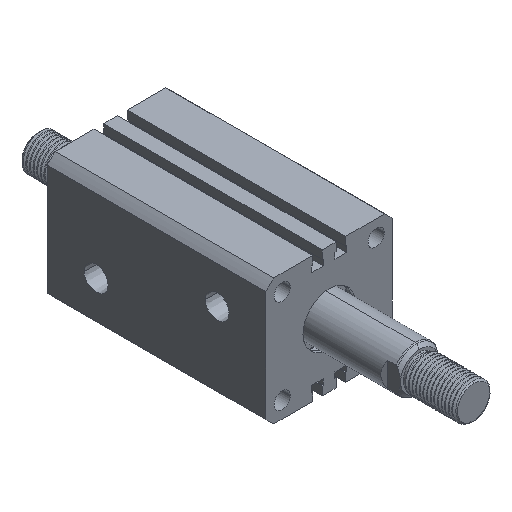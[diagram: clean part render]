
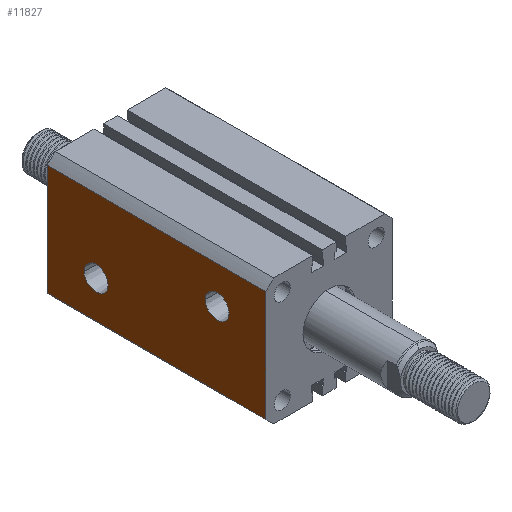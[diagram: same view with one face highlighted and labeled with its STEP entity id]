
A CAD part, isometric view. The second image highlights one B-rep face of the part: STEP entity #11827.
In plain terms, the highlighted planar face has unit normal (-1, 0, 0).
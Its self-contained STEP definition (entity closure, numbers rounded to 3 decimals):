
#113 = AXIS2_PLACEMENT_3D ( 'NONE', #11483, #5181, #14016 ) ;
#447 = CARTESIAN_POINT ( 'NONE',  ( -35., 35., 0. ) ) ;
#707 = FACE_OUTER_BOUND ( 'NONE', #13729, .T. ) ;
#758 = CARTESIAN_POINT ( 'NONE',  ( -35., 35., 121. ) ) ;
#826 = CARTESIAN_POINT ( 'NONE',  ( -35., 30.615, 121. ) ) ;
#1193 = DIRECTION ( 'NONE',  ( -1., 0., 0. ) ) ;
#1512 = EDGE_LOOP ( 'NONE', ( #14581, #3034 ) ) ;
#1894 = EDGE_CURVE ( 'NONE', #10429, #6834, #2099, .T. ) ;
#1899 = DIRECTION ( 'NONE',  ( -1., 0., 0. ) ) ;
#2099 = CIRCLE ( 'NONE', #5440, 6.603 ) ;
#2428 = ORIENTED_EDGE ( 'NONE', *, *, #7119, .F. ) ;
#2754 = VECTOR ( 'NONE', #6996, 1000. ) ;
#2795 = EDGE_CURVE ( 'NONE', #12744, #14621, #7701, .T. ) ;
#2856 = CARTESIAN_POINT ( 'NONE',  ( -35., -30.615, -179. ) ) ;
#2863 = VERTEX_POINT ( 'NONE', #2972 ) ;
#2972 = CARTESIAN_POINT ( 'NONE',  ( -35., 30.615, 0. ) ) ;
#2980 = EDGE_CURVE ( 'NONE', #2863, #8168, #9456, .T. ) ;
#3013 = EDGE_CURVE ( 'NONE', #8168, #12744, #15753, .T. ) ;
#3034 = ORIENTED_EDGE ( 'NONE', *, *, #3765, .F. ) ;
#3327 = VECTOR ( 'NONE', #5423, 1000. ) ;
#3765 = EDGE_CURVE ( 'NONE', #6834, #10429, #11624, .T. ) ;
#3969 = AXIS2_PLACEMENT_3D ( 'NONE', #9462, #1899, #10730 ) ;
#4013 = EDGE_CURVE ( 'NONE', #2863, #14621, #6679, .T. ) ;
#4093 = DIRECTION ( 'NONE',  ( -1., 0., 0. ) ) ;
#4124 = AXIS2_PLACEMENT_3D ( 'NONE', #11667, #4093, #12936 ) ;
#4251 = CARTESIAN_POINT ( 'NONE',  ( -35., -10., 27. ) ) ;
#4464 = FACE_BOUND ( 'NONE', #12554, .T. ) ;
#4527 = CARTESIAN_POINT ( 'NONE',  ( -35., -30.615, 121. ) ) ;
#5068 = CARTESIAN_POINT ( 'NONE',  ( -35., -10., 20.397 ) ) ;
#5137 = PLANE ( 'NONE',  #113 ) ;
#5181 = DIRECTION ( 'NONE',  ( 1., 0., 0. ) ) ;
#5391 = DIRECTION ( 'NONE',  ( 0., 0., -1. ) ) ;
#5423 = DIRECTION ( 'NONE',  ( 0., -1., 0. ) ) ;
#5440 = AXIS2_PLACEMENT_3D ( 'NONE', #4251, #13101, #5544 ) ;
#5544 = DIRECTION ( 'NONE',  ( 0., 0., 1. ) ) ;
#5864 = CIRCLE ( 'NONE', #4124, 6.603 ) ;
#5980 = AXIS2_PLACEMENT_3D ( 'NONE', #8741, #1193, #10030 ) ;
#6283 = CARTESIAN_POINT ( 'NONE',  ( -35., 10., 100.603 ) ) ;
#6679 = LINE ( 'NONE', #447, #3327 ) ;
#6834 = VERTEX_POINT ( 'NONE', #5068 ) ;
#6996 = DIRECTION ( 'NONE',  ( 0., 0., 1. ) ) ;
#7119 = EDGE_CURVE ( 'NONE', #12949, #9808, #16065, .T. ) ;
#7428 = FACE_BOUND ( 'NONE', #1512, .T. ) ;
#7701 = LINE ( 'NONE', #2856, #11036 ) ;
#8168 = VERTEX_POINT ( 'NONE', #826 ) ;
#8666 = VECTOR ( 'NONE', #15841, 1000. ) ;
#8741 = CARTESIAN_POINT ( 'NONE',  ( -35., 10., 94. ) ) ;
#9456 = LINE ( 'NONE', #9516, #2754 ) ;
#9462 = CARTESIAN_POINT ( 'NONE',  ( -35., -10., 27. ) ) ;
#9516 = CARTESIAN_POINT ( 'NONE',  ( -35., 30.615, -179. ) ) ;
#9808 = VERTEX_POINT ( 'NONE', #10025 ) ;
#10025 = CARTESIAN_POINT ( 'NONE',  ( -35., 10., 87.397 ) ) ;
#10030 = DIRECTION ( 'NONE',  ( 0., 0., 1. ) ) ;
#10429 = VERTEX_POINT ( 'NONE', #14625 ) ;
#10730 = DIRECTION ( 'NONE',  ( 0., 0., 1. ) ) ;
#10752 = ORIENTED_EDGE ( 'NONE', *, *, #11249, .F. ) ;
#11036 = VECTOR ( 'NONE', #5391, 1000. ) ;
#11249 = EDGE_CURVE ( 'NONE', #9808, #12949, #5864, .T. ) ;
#11483 = CARTESIAN_POINT ( 'NONE',  ( -35., 35., 121. ) ) ;
#11624 = CIRCLE ( 'NONE', #3969, 6.603 ) ;
#11667 = CARTESIAN_POINT ( 'NONE',  ( -35., 10., 94. ) ) ;
#11827 = ADVANCED_FACE ( 'NONE', ( #4464, #7428, #707 ), #5137, .F. ) ;
#12343 = ORIENTED_EDGE ( 'NONE', *, *, #2795, .F. ) ;
#12554 = EDGE_LOOP ( 'NONE', ( #2428, #10752 ) ) ;
#12744 = VERTEX_POINT ( 'NONE', #4527 ) ;
#12936 = DIRECTION ( 'NONE',  ( 0., 0., 1. ) ) ;
#12949 = VERTEX_POINT ( 'NONE', #6283 ) ;
#13101 = DIRECTION ( 'NONE',  ( -1., 0., 0. ) ) ;
#13729 = EDGE_LOOP ( 'NONE', ( #15975, #15718, #12343, #14527 ) ) ;
#14016 = DIRECTION ( 'NONE',  ( 0., 1., 0. ) ) ;
#14527 = ORIENTED_EDGE ( 'NONE', *, *, #3013, .F. ) ;
#14581 = ORIENTED_EDGE ( 'NONE', *, *, #1894, .F. ) ;
#14621 = VERTEX_POINT ( 'NONE', #15985 ) ;
#14625 = CARTESIAN_POINT ( 'NONE',  ( -35., -10., 33.603 ) ) ;
#15718 = ORIENTED_EDGE ( 'NONE', *, *, #4013, .T. ) ;
#15753 = LINE ( 'NONE', #758, #8666 ) ;
#15841 = DIRECTION ( 'NONE',  ( 0., -1., 0. ) ) ;
#15975 = ORIENTED_EDGE ( 'NONE', *, *, #2980, .F. ) ;
#15985 = CARTESIAN_POINT ( 'NONE',  ( -35., -30.615, 0. ) ) ;
#16065 = CIRCLE ( 'NONE', #5980, 6.603 ) ;
